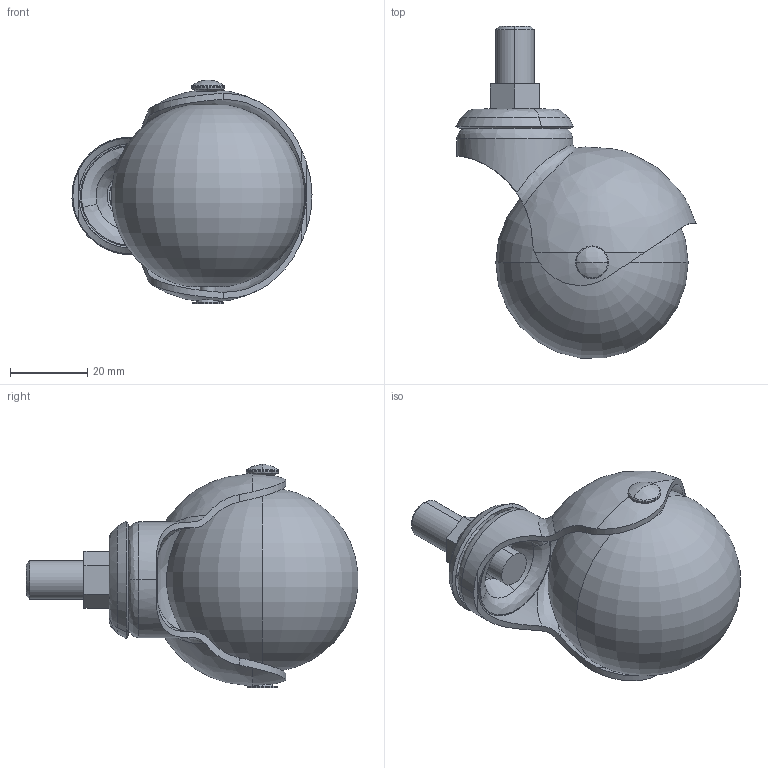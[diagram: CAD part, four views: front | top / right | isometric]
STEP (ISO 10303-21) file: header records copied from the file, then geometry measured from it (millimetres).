
FILE_DESCRIPTION (( 'STEP AP214' ), '1' );
FILE_NAME ('0010299.step', '2026-01-28T09:26:52', ( '' ), ( '' ), 'SwSTEP 2.0', 'SolidWorks 2020', '' );
FILE_SCHEMA (( 'AUTOMOTIVE_DESIGN' ));
Length unit declared in the file: millimetre
Products named in the file (1): 0010299
Bounding box: 62.18 x 85.99 x 58 mm (x, y, z)
Surface area: 20363.7 mm2 (no closed solid volume)
Topology: 0 solids, 10 shells, 84 faces, 229 edges, 148 vertices
Faces by surface type: bspline 30, cylinder 22, plane 18, cone 12, torus 2
Entity records: 5588 total; most frequent: CARTESIAN_POINT 2686, ORIENTED_EDGE 408, DIRECTION 391, EDGE_CURVE 225, AXIS2_PLACEMENT_3D 166, VERTEX_POINT 148, CIRCLE 111, EDGE_LOOP 90
